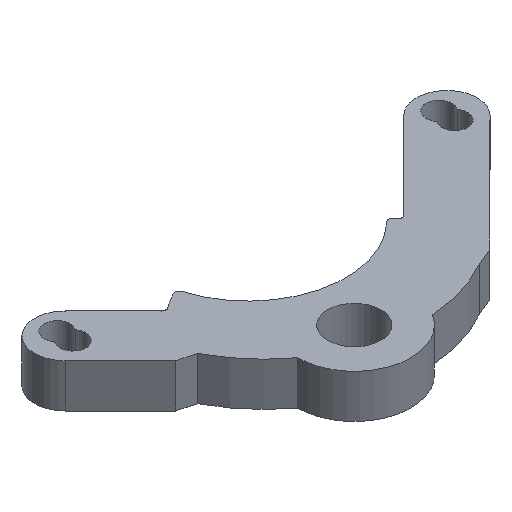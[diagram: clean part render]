
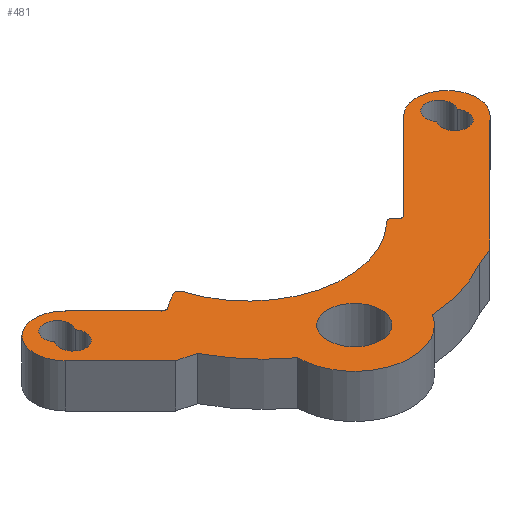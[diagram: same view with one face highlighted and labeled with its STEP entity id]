
A CAD part, isometric view. The second image highlights one B-rep face of the part: STEP entity #481.
In plain terms, the highlighted planar face has unit normal (0, 0, 1).
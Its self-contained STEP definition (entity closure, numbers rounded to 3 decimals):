
#15=FACE_BOUND('',#60,.T.);
#16=FACE_BOUND('',#61,.T.);
#17=FACE_BOUND('',#62,.T.);
#22=PLANE('',#527);
#33=FACE_OUTER_BOUND('',#59,.T.);
#59=EDGE_LOOP('',(#331,#332,#333,#334,#335,#336,#337,#338,#339,#340,#341,
#342,#343,#344,#345,#346,#347,#348,#349));
#60=EDGE_LOOP('',(#350));
#61=EDGE_LOOP('',(#351,#352));
#62=EDGE_LOOP('',(#353,#354));
#89=LINE('',#753,#125);
#94=LINE('',#779,#130);
#95=LINE('',#783,#131);
#96=LINE('',#785,#132);
#97=LINE('',#795,#133);
#98=LINE('',#797,#134);
#125=VECTOR('',#591,10.);
#130=VECTOR('',#618,10.);
#131=VECTOR('',#621,10.);
#132=VECTOR('',#622,10.);
#133=VECTOR('',#631,10.);
#134=VECTOR('',#632,10.);
#159=CIRCLE('',#518,0.5);
#162=CIRCLE('',#523,0.5);
#164=CIRCLE('',#526,15.35);
#165=CIRCLE('',#528,11.25);
#166=CIRCLE('',#529,0.5);
#167=CIRCLE('',#530,15.35);
#168=CIRCLE('',#531,0.5);
#169=CIRCLE('',#532,3.5);
#170=CIRCLE('',#533,18.15);
#171=CIRCLE('',#534,1.59);
#172=CIRCLE('',#535,6.5);
#173=CIRCLE('',#536,18.15);
#174=CIRCLE('',#537,3.5);
#175=CIRCLE('',#538,3.05);
#176=CIRCLE('',#539,1.5);
#177=CIRCLE('',#540,1.5);
#178=CIRCLE('',#541,1.5);
#179=CIRCLE('',#542,1.5);
#195=VERTEX_POINT('',#743);
#196=VERTEX_POINT('',#744);
#199=VERTEX_POINT('',#752);
#203=VERTEX_POINT('',#761);
#204=VERTEX_POINT('',#763);
#205=VERTEX_POINT('',#770);
#206=VERTEX_POINT('',#772);
#207=VERTEX_POINT('',#774);
#208=VERTEX_POINT('',#776);
#209=VERTEX_POINT('',#778);
#210=VERTEX_POINT('',#780);
#211=VERTEX_POINT('',#782);
#212=VERTEX_POINT('',#784);
#213=VERTEX_POINT('',#786);
#214=VERTEX_POINT('',#788);
#215=VERTEX_POINT('',#790);
#216=VERTEX_POINT('',#792);
#217=VERTEX_POINT('',#794);
#218=VERTEX_POINT('',#796);
#219=VERTEX_POINT('',#799);
#220=VERTEX_POINT('',#801);
#221=VERTEX_POINT('',#802);
#222=VERTEX_POINT('',#805);
#223=VERTEX_POINT('',#806);
#243=EDGE_CURVE('',#195,#196,#159,.T.);
#247=EDGE_CURVE('',#199,#196,#89,.T.);
#252=EDGE_CURVE('',#203,#204,#162,.T.);
#255=EDGE_CURVE('',#204,#195,#164,.T.);
#256=EDGE_CURVE('',#203,#205,#165,.T.);
#257=EDGE_CURVE('',#206,#205,#166,.T.);
#258=EDGE_CURVE('',#207,#206,#167,.T.);
#259=EDGE_CURVE('',#208,#207,#168,.T.);
#260=EDGE_CURVE('',#209,#208,#94,.T.);
#261=EDGE_CURVE('',#210,#209,#169,.T.);
#262=EDGE_CURVE('',#210,#211,#95,.T.);
#263=EDGE_CURVE('',#212,#211,#96,.T.);
#264=EDGE_CURVE('',#213,#212,#170,.T.);
#265=EDGE_CURVE('',#213,#214,#171,.T.);
#266=EDGE_CURVE('',#215,#214,#172,.T.);
#267=EDGE_CURVE('',#216,#215,#173,.T.);
#268=EDGE_CURVE('',#216,#217,#97,.T.);
#269=EDGE_CURVE('',#218,#217,#98,.T.);
#270=EDGE_CURVE('',#199,#218,#174,.T.);
#271=EDGE_CURVE('',#219,#219,#175,.T.);
#272=EDGE_CURVE('',#220,#221,#176,.T.);
#273=EDGE_CURVE('',#221,#220,#177,.T.);
#274=EDGE_CURVE('',#222,#223,#178,.T.);
#275=EDGE_CURVE('',#223,#222,#179,.T.);
#331=ORIENTED_EDGE('',*,*,#252,.F.);
#332=ORIENTED_EDGE('',*,*,#256,.T.);
#333=ORIENTED_EDGE('',*,*,#257,.F.);
#334=ORIENTED_EDGE('',*,*,#258,.F.);
#335=ORIENTED_EDGE('',*,*,#259,.F.);
#336=ORIENTED_EDGE('',*,*,#260,.F.);
#337=ORIENTED_EDGE('',*,*,#261,.F.);
#338=ORIENTED_EDGE('',*,*,#262,.T.);
#339=ORIENTED_EDGE('',*,*,#263,.F.);
#340=ORIENTED_EDGE('',*,*,#264,.F.);
#341=ORIENTED_EDGE('',*,*,#265,.T.);
#342=ORIENTED_EDGE('',*,*,#266,.F.);
#343=ORIENTED_EDGE('',*,*,#267,.F.);
#344=ORIENTED_EDGE('',*,*,#268,.T.);
#345=ORIENTED_EDGE('',*,*,#269,.F.);
#346=ORIENTED_EDGE('',*,*,#270,.F.);
#347=ORIENTED_EDGE('',*,*,#247,.T.);
#348=ORIENTED_EDGE('',*,*,#243,.F.);
#349=ORIENTED_EDGE('',*,*,#255,.F.);
#350=ORIENTED_EDGE('',*,*,#271,.F.);
#351=ORIENTED_EDGE('',*,*,#272,.F.);
#352=ORIENTED_EDGE('',*,*,#273,.F.);
#353=ORIENTED_EDGE('',*,*,#274,.F.);
#354=ORIENTED_EDGE('',*,*,#275,.F.);
#481=ADVANCED_FACE('',(#33,#15,#16,#17),#22,.F.);
#518=AXIS2_PLACEMENT_3D('',#745,#583,#584);
#523=AXIS2_PLACEMENT_3D('',#764,#599,#600);
#526=AXIS2_PLACEMENT_3D('',#768,#606,#607);
#527=AXIS2_PLACEMENT_3D('',#769,#608,#609);
#528=AXIS2_PLACEMENT_3D('',#771,#610,#611);
#529=AXIS2_PLACEMENT_3D('',#773,#612,#613);
#530=AXIS2_PLACEMENT_3D('',#775,#614,#615);
#531=AXIS2_PLACEMENT_3D('',#777,#616,#617);
#532=AXIS2_PLACEMENT_3D('',#781,#619,#620);
#533=AXIS2_PLACEMENT_3D('',#787,#623,#624);
#534=AXIS2_PLACEMENT_3D('',#789,#625,#626);
#535=AXIS2_PLACEMENT_3D('',#791,#627,#628);
#536=AXIS2_PLACEMENT_3D('',#793,#629,#630);
#537=AXIS2_PLACEMENT_3D('',#798,#633,#634);
#538=AXIS2_PLACEMENT_3D('',#800,#635,#636);
#539=AXIS2_PLACEMENT_3D('',#803,#637,#638);
#540=AXIS2_PLACEMENT_3D('',#804,#639,#640);
#541=AXIS2_PLACEMENT_3D('',#807,#641,#642);
#542=AXIS2_PLACEMENT_3D('',#808,#643,#644);
#583=DIRECTION('center_axis',(0.,0.,
1.));
#584=DIRECTION('ref_axis',(-0.111,-0.994,0.));
#591=DIRECTION('',(-0.707,-0.707,0.));
#599=DIRECTION('center_axis',(0.,0.,
-1.));
#600=DIRECTION('ref_axis',(0.11,0.994,0.));
#606=DIRECTION('center_axis',(0.,0.,
-1.));
#607=DIRECTION('ref_axis',(0.817,0.576,0.));
#608=DIRECTION('center_axis',(0.,0.,
-1.));
#609=DIRECTION('ref_axis',(-1.,0.,0.));
#610=DIRECTION('center_axis',(0.,0.,
-1.));
#611=DIRECTION('ref_axis',(0.738,-0.675,0.));
#612=DIRECTION('center_axis',(0.,0.,
-1.));
#613=DIRECTION('ref_axis',(0.384,0.923,0.));
#614=DIRECTION('center_axis',(0.,0.,
-1.));
#615=DIRECTION('ref_axis',(-0.61,0.793,0.));
#616=DIRECTION('center_axis',(0.,0.,
1.));
#617=DIRECTION('ref_axis',(-0.079,-0.997,0.));
#618=DIRECTION('',(0.707,-0.707,0.));
#619=DIRECTION('center_axis',(0.,0.,
-1.));
#620=DIRECTION('ref_axis',(-0.707,-0.707,0.));
#621=DIRECTION('',(0.707,-0.707,0.));
#622=DIRECTION('',(-0.967,0.253,0.));
#623=DIRECTION('center_axis',(0.,0.,
-1.));
#624=DIRECTION('ref_axis',(0.499,-0.866,0.));
#625=DIRECTION('center_axis',(0.,0.,
-1.));
#626=DIRECTION('ref_axis',(0.383,0.924,0.));
#627=DIRECTION('center_axis',(0.,0.,
-1.));
#628=DIRECTION('ref_axis',(0.846,-0.534,0.));
#629=DIRECTION('center_axis',(0.,0.,
-1.));
#630=DIRECTION('ref_axis',(0.499,-0.866,0.));
#631=DIRECTION('',(0.921,0.389,0.));
#632=DIRECTION('',(-0.707,-0.707,0.));
#633=DIRECTION('center_axis',(0.,0.,
-1.));
#634=DIRECTION('ref_axis',(-0.707,0.707,0.));
#635=DIRECTION('center_axis',(0.,0.,
1.));
#636=DIRECTION('ref_axis',(-1.,0.,0.));
#637=DIRECTION('center_axis',(0.,0.,
1.));
#638=DIRECTION('ref_axis',(-1.,0.,0.));
#639=DIRECTION('center_axis',(0.,0.,
1.));
#640=DIRECTION('ref_axis',(-1.,0.,0.));
#641=DIRECTION('center_axis',(0.,0.,
1.));
#642=DIRECTION('ref_axis',(-1.,0.,0.));
#643=DIRECTION('center_axis',(0.,0.,
1.));
#644=DIRECTION('ref_axis',(-1.,0.,0.));
#743=CARTESIAN_POINT('',(8.749,24.592,-21.61));
#744=CARTESIAN_POINT('',(9.525,24.505,-21.61));
#745=CARTESIAN_POINT('Origin',(9.172,24.858,-21.61));
#752=CARTESIAN_POINT('',(19.445,34.425,-21.61));
#753=CARTESIAN_POINT('',(19.445,34.425,-21.61));
#761=CARTESIAN_POINT('',(7.884,24.825,-21.61));
#763=CARTESIAN_POINT('',(8.654,24.739,-21.61));
#764=CARTESIAN_POINT('Origin',(8.234,24.468,-21.61));
#768=CARTESIAN_POINT('Origin',(-4.24,16.412,-21.61));
#769=CARTESIAN_POINT('Origin',(0.,22.681,-21.61));
#770=CARTESIAN_POINT('',(-10.782,29.64,-21.61));
#771=CARTESIAN_POINT('Origin',(0.,32.85,-21.61));
#772=CARTESIAN_POINT('',(-11.498,29.938,-21.61));
#773=CARTESIAN_POINT('Origin',(-11.262,29.497,-21.61));
#774=CARTESIAN_POINT('',(-13.258,28.834,-21.61));
#775=CARTESIAN_POINT('Origin',(-4.24,16.412,-21.61));
#776=CARTESIAN_POINT('',(-13.905,28.885,-21.61));
#777=CARTESIAN_POINT('Origin',(-13.552,29.238,-21.61));
#778=CARTESIAN_POINT('',(-19.445,34.425,-21.61));
#779=CARTESIAN_POINT('',(-19.445,34.425,-21.61));
#780=CARTESIAN_POINT('',(-24.395,29.475,-21.61));
#781=CARTESIAN_POINT('Origin',(-21.92,31.95,-21.61));
#782=CARTESIAN_POINT('',(-18.045,23.125,-21.61));
#783=CARTESIAN_POINT('',(-24.395,29.475,-21.61));
#784=CARTESIAN_POINT('',(-16.066,22.606,-21.61));
#785=CARTESIAN_POINT('',(-16.066,22.606,-21.61));
#786=CARTESIAN_POINT('',(-10.74,16.419,-21.61));
#787=CARTESIAN_POINT('Origin',(0.,31.05,-21.61));
#788=CARTESIAN_POINT('',(-10.74,16.417,-21.61));
#789=CARTESIAN_POINT('Origin',(-12.33,16.418,-21.61));
#790=CARTESIAN_POINT('',(1.257,12.944,-21.61));
#791=CARTESIAN_POINT('Origin',(-4.24,16.412,-21.61));
#792=CARTESIAN_POINT('',(9.065,15.326,-21.61));
#793=CARTESIAN_POINT('Origin',(0.,31.05,-21.61));
#794=CARTESIAN_POINT('',(11.108,16.188,-21.61));
#795=CARTESIAN_POINT('',(9.065,15.326,-21.61));
#796=CARTESIAN_POINT('',(24.395,29.475,-21.61));
#797=CARTESIAN_POINT('',(24.395,29.475,-21.61));
#798=CARTESIAN_POINT('Origin',(21.92,31.95,-21.61));
#799=CARTESIAN_POINT('',(-1.19,16.412,-21.61));
#800=CARTESIAN_POINT('Origin',(-4.24,16.412,-21.61));
#801=CARTESIAN_POINT('',(20.72,31.95,-21.61));
#802=CARTESIAN_POINT('',(23.12,31.95,-21.61));
#803=CARTESIAN_POINT('Origin',(21.92,31.05,-21.61));
#804=CARTESIAN_POINT('Origin',(21.92,32.85,-21.61));
#805=CARTESIAN_POINT('',(-23.12,31.95,-21.61));
#806=CARTESIAN_POINT('',(-20.72,31.95,-21.61));
#807=CARTESIAN_POINT('Origin',(-21.92,31.05,-21.61));
#808=CARTESIAN_POINT('Origin',(-21.92,32.85,-21.61));
